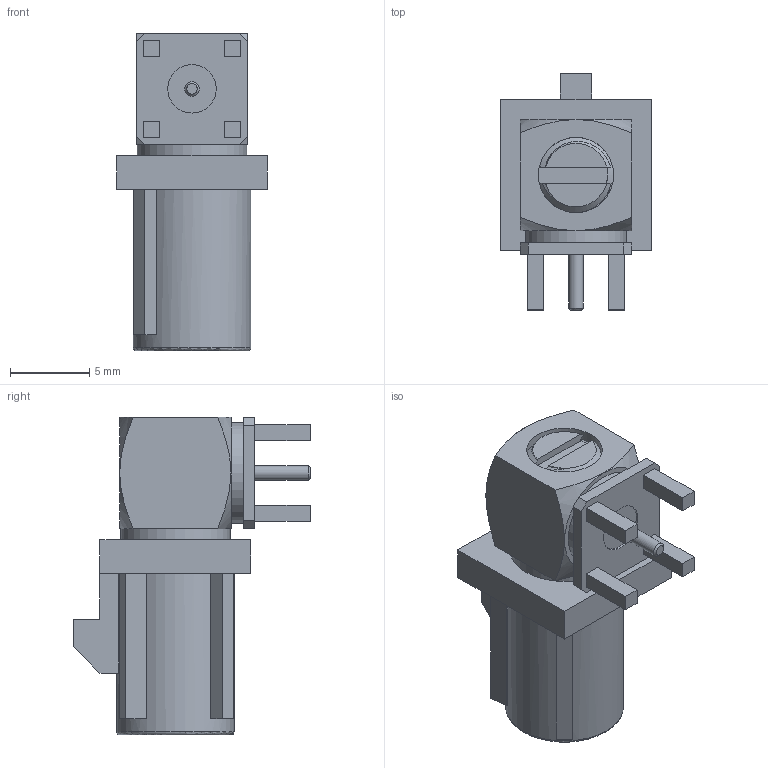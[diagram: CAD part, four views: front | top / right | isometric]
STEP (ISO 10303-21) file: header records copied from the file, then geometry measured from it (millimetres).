
FILE_DESCRIPTION (( 'STEP AP203' ), '1' );
FILE_NAME ('FMCN44253_3D.step', '2022-12-06T19:46:08', ( '' ), ( '' ), 'SwSTEP 2.0', 'SolidWorks 2021', '' );
FILE_SCHEMA (( 'CONFIG_CONTROL_DESIGN' ));
Length unit declared in the file: inch
Products named in the file (1): FMCN44253_3D
Bounding box: 9.5 x 14.9 x 20 mm (x, y, z)
Volume: 894.7 mm3; surface area: 1197.3 mm2
Topology: 2 solids, 2 shells, 114 faces, 268 edges, 174 vertices
Faces by surface type: plane 73, cone 16, cylinder 15, bspline 7, torus 3
Full cylindrical faces by diameter (mm): 0.508 x1, 0.524 x1, 0.6 x1, 0.62 x1, 0.914 x1, 0.965 x1, 1.2 x1, 2.032 x1, 3.048 x1, 3.302 x1, 4.749 x1, 6.35 x1, 6.401 x1, 6.883 x1, 7.417 x1
Entity records: 4745 total; most frequent: CARTESIAN_POINT 2262, ORIENTED_EDGE 478, DIRECTION 456, EDGE_CURVE 239, VERTEX_POINT 168, AXIS2_PLACEMENT_3D 160, EDGE_LOOP 155, VECTOR 136
